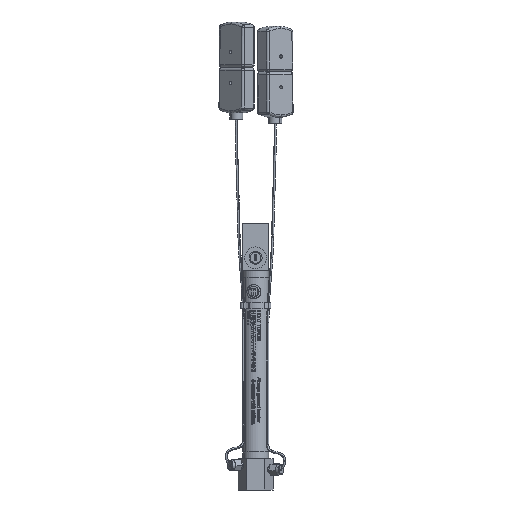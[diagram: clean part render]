
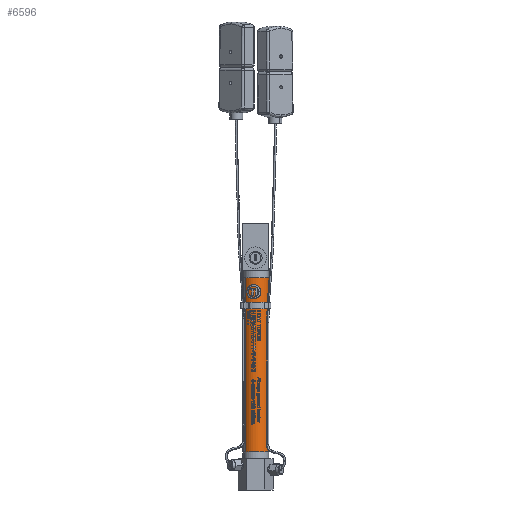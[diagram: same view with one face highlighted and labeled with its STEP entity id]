
A CAD part, front view. The second image highlights one B-rep face of the part: STEP entity #6596.
In plain terms, the highlighted cylindrical face has radius 9.525 mm (diameter 19.05 mm), a partial arc.
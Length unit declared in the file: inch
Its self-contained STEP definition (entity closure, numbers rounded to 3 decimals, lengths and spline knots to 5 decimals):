
#130 = ORIENTED_EDGE ( 'NONE', *, *, #2409, .T. ) ;
#1242 = CIRCLE ( 'NONE', #3458, 0.375 ) ;
#1883 = DIRECTION ( 'NONE',  ( 0.765, 0.644, 0. ) ) ;
#2215 = ORIENTED_EDGE ( 'NONE', *, *, #40647, .T. ) ;
#2409 = EDGE_CURVE ( 'NONE', #7241, #6624, #30044, .T. ) ;
#2957 = CARTESIAN_POINT ( 'NONE',  ( -0.287, -0.24136, -5.59 ) ) ;
#3458 = AXIS2_PLACEMENT_3D ( 'NONE', #26428, #58130, #31007 ) ;
#5341 = CARTESIAN_POINT ( 'NONE',  ( 0.287, 0.24136, -5.59 ) ) ;
#5955 = CARTESIAN_POINT ( 'NONE',  ( 0.287, 0.24136, -0.575 ) ) ;
#6596 = ADVANCED_FACE ( 'NONE', ( #47368 ), #21781, .T. ) ;
#6624 = VERTEX_POINT ( 'NONE', #5955 ) ;
#7241 = VERTEX_POINT ( 'NONE', #53240 ) ;
#11952 = ORIENTED_EDGE ( 'NONE', *, *, #25593, .F. ) ;
#13217 = ORIENTED_EDGE ( 'NONE', *, *, #29585, .T. ) ;
#16503 = VECTOR ( 'NONE', #31139, 39.37008 ) ;
#21781 = CYLINDRICAL_SURFACE ( 'NONE', #58678, 0.375 ) ;
#22663 = CARTESIAN_POINT ( 'NONE',  ( -0.287, -0.24136, -5.59 ) ) ;
#24229 = CIRCLE ( 'NONE', #52588, 0.375 ) ;
#25593 = EDGE_CURVE ( 'NONE', #32439, #41458, #38958, .T. ) ;
#26428 = CARTESIAN_POINT ( 'NONE',  ( 0., 0., -0.575 ) ) ;
#27266 = DIRECTION ( 'NONE',  ( 0., 0., 1. ) ) ;
#29151 = DIRECTION ( 'NONE',  ( 0., 0., 1. ) ) ;
#29585 = EDGE_CURVE ( 'NONE', #6624, #41458, #1242, .T. ) ;
#30044 = LINE ( 'NONE', #5341, #16503 ) ;
#31007 = DIRECTION ( 'NONE',  ( 0.765, 0.644, 0. ) ) ;
#31139 = DIRECTION ( 'NONE',  ( 0., 0., 1. ) ) ;
#32439 = VERTEX_POINT ( 'NONE', #2957 ) ;
#35990 = CARTESIAN_POINT ( 'NONE',  ( -0.287, -0.24136, -0.575 ) ) ;
#38958 = LINE ( 'NONE', #22663, #45231 ) ;
#40647 = EDGE_CURVE ( 'NONE', #32439, #7241, #24229, .T. ) ;
#41458 = VERTEX_POINT ( 'NONE', #35990 ) ;
#42112 = DIRECTION ( 'NONE',  ( 0., 0., 1. ) ) ;
#45231 = VECTOR ( 'NONE', #27266, 39.37008 ) ;
#46240 = CARTESIAN_POINT ( 'NONE',  ( 0., 0., -5.59 ) ) ;
#47368 = FACE_OUTER_BOUND ( 'NONE', #49104, .T. ) ;
#49104 = EDGE_LOOP ( 'NONE', ( #11952, #2215, #130, #13217 ) ) ;
#52588 = AXIS2_PLACEMENT_3D ( 'NONE', #56279, #29151, #1883 ) ;
#53240 = CARTESIAN_POINT ( 'NONE',  ( 0.287, 0.24136, -5.59 ) ) ;
#53964 = DIRECTION ( 'NONE',  ( 0.765, 0.644, 0. ) ) ;
#56279 = CARTESIAN_POINT ( 'NONE',  ( 0., 0., -5.59 ) ) ;
#58130 = DIRECTION ( 'NONE',  ( 0., 0., -1. ) ) ;
#58678 = AXIS2_PLACEMENT_3D ( 'NONE', #46240, #42112, #53964 ) ;
